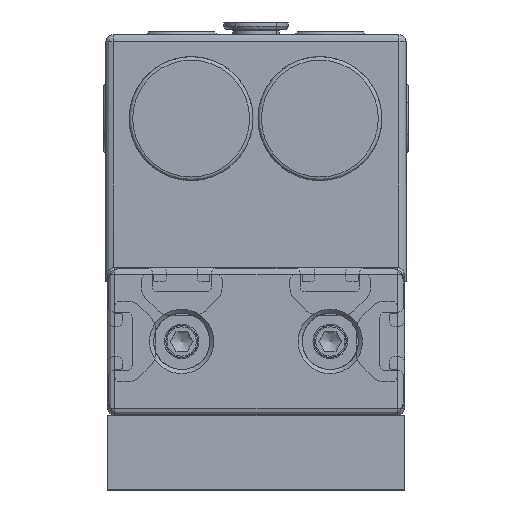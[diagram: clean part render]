
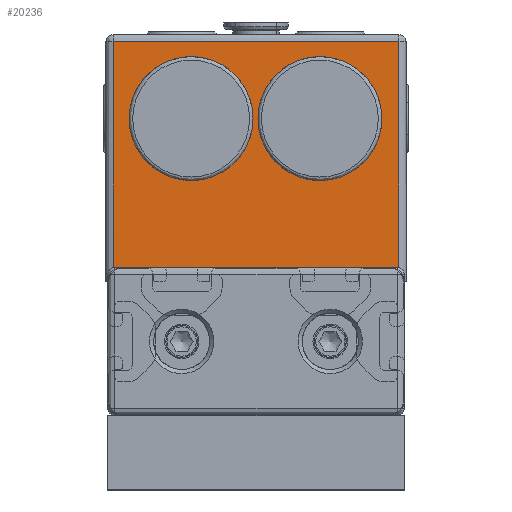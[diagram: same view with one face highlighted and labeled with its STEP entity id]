
A CAD part, front view. The second image highlights one B-rep face of the part: STEP entity #20236.
In plain terms, the highlighted planar face has unit normal (0, -1, 0).
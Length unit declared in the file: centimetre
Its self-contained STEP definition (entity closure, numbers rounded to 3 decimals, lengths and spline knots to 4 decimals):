
#244=FACE_BOUND('',#6178,.T.);
#245=FACE_BOUND('',#6179,.T.);
#674=LINE('',#30898,#2154);
#684=LINE('',#30921,#2164);
#686=LINE('',#30927,#2166);
#692=LINE('',#30939,#2172);
#694=LINE('',#30945,#2174);
#710=LINE('',#31020,#2190);
#711=LINE('',#31023,#2191);
#715=LINE('',#31034,#2195);
#1365=LINE('',#33077,#2845);
#1366=LINE('',#33079,#2846);
#2154=VECTOR('',#24729,1.);
#2164=VECTOR('',#24755,1.);
#2166=VECTOR('',#24759,1.);
#2172=VECTOR('',#24767,1.);
#2174=VECTOR('',#24771,1.);
#2190=VECTOR('',#24815,1.);
#2191=VECTOR('',#24820,1.);
#2195=VECTOR('',#24834,1.);
#2845=VECTOR('',#26894,1.);
#2846=VECTOR('',#26897,1.);
#4699=FACE_OUTER_BOUND('',#6177,.T.);
#6177=EDGE_LOOP('',(#15967,#15968,#15969,#15970,#15971,#15972,#15973,#15974,
#15975,#15976,#15977,#15978));
#6178=EDGE_LOOP('',(#15979));
#6179=EDGE_LOOP('',(#15980));
#6805=CIRCLE('',#21329,1.08);
#6834=CIRCLE('',#21395,0.3);
#6835=CIRCLE('',#21397,0.3);
#7340=CIRCLE('',#22563,1.08);
#7922=VERTEX_POINT('',#30820);
#7938=VERTEX_POINT('',#30871);
#7941=VERTEX_POINT('',#30882);
#7946=VERTEX_POINT('',#30914);
#7949=VERTEX_POINT('',#30919);
#7951=VERTEX_POINT('',#30924);
#7952=VERTEX_POINT('',#30926);
#7955=VERTEX_POINT('',#30933);
#7957=VERTEX_POINT('',#30937);
#7959=VERTEX_POINT('',#30942);
#7960=VERTEX_POINT('',#30944);
#7971=VERTEX_POINT('',#30996);
#7972=VERTEX_POINT('',#31007);
#8851=VERTEX_POINT('',#34195);
#9659=EDGE_CURVE('',#7922,#7922,#6805,.T.);
#9693=EDGE_CURVE('',#7941,#7938,#674,.T.);
#9704=EDGE_CURVE('',#7946,#7949,#684,.T.);
#9706=EDGE_CURVE('',#7952,#7951,#686,.T.);
#9712=EDGE_CURVE('',#7955,#7957,#692,.T.);
#9714=EDGE_CURVE('',#7960,#7959,#694,.T.);
#9736=EDGE_CURVE('',#7957,#7971,#6834,.T.);
#9737=EDGE_CURVE('',#7972,#7960,#6835,.T.);
#9740=EDGE_CURVE('',#7972,#7941,#710,.T.);
#9742=EDGE_CURVE('',#7938,#7971,#711,.T.);
#9747=EDGE_CURVE('',#7955,#7951,#715,.T.);
#10740=EDGE_CURVE('',#7946,#7959,#1365,.T.);
#10741=EDGE_CURVE('',#7952,#7949,#1366,.T.);
#11246=EDGE_CURVE('',#8851,#8851,#7340,.T.);
#15967=ORIENTED_EDGE('',*,*,#9736,.T.);
#15968=ORIENTED_EDGE('',*,*,#9742,.F.);
#15969=ORIENTED_EDGE('',*,*,#9693,.F.);
#15970=ORIENTED_EDGE('',*,*,#9740,.F.);
#15971=ORIENTED_EDGE('',*,*,#9737,.T.);
#15972=ORIENTED_EDGE('',*,*,#9714,.T.);
#15973=ORIENTED_EDGE('',*,*,#10740,.F.);
#15974=ORIENTED_EDGE('',*,*,#9704,.T.);
#15975=ORIENTED_EDGE('',*,*,#10741,.F.);
#15976=ORIENTED_EDGE('',*,*,#9706,.T.);
#15977=ORIENTED_EDGE('',*,*,#9747,.F.);
#15978=ORIENTED_EDGE('',*,*,#9712,.T.);
#15979=ORIENTED_EDGE('',*,*,#9659,.T.);
#15980=ORIENTED_EDGE('',*,*,#11246,.T.);
#17636=PLANE('',#22562);
#20236=ADVANCED_FACE('',(#4699,#244,#245),#17636,.T.);
#21329=AXIS2_PLACEMENT_3D('',#30821,#24629,#24630);
#21395=AXIS2_PLACEMENT_3D('',#31005,#24806,#24807);
#21397=AXIS2_PLACEMENT_3D('',#31008,#24810,#24811);
#22562=AXIS2_PLACEMENT_3D('',#34194,#28087,#28088);
#22563=AXIS2_PLACEMENT_3D('',#34196,#28089,#28090);
#24629=DIRECTION('center_axis',(0.,1.,0.));
#24630=DIRECTION('ref_axis',(-1.,0.,0.));
#24729=DIRECTION('',(1.,0.,0.));
#24755=DIRECTION('',(1.,0.,0.));
#24759=DIRECTION('',(1.,0.,0.));
#24767=DIRECTION('',(1.,0.,0.));
#24771=DIRECTION('',(1.,0.,0.));
#24806=DIRECTION('center_axis',(0.,1.,0.));
#24807=DIRECTION('ref_axis',(1.,0.,0.));
#24810=DIRECTION('center_axis',(0.,1.,0.));
#24811=DIRECTION('ref_axis',(0.,0.,
1.));
#24815=DIRECTION('',(0.,0.,1.));
#24820=DIRECTION('',(0.,0.,-1.));
#24834=DIRECTION('',(-1.,0.,0.));
#26894=DIRECTION('',(-1.,0.,0.));
#26897=DIRECTION('',(-1.,0.,0.));
#28087=DIRECTION('center_axis',(0.,-1.,0.));
#28088=DIRECTION('ref_axis',(0.,0.,
1.));
#28089=DIRECTION('center_axis',(0.,1.,0.));
#28090=DIRECTION('ref_axis',(-1.,0.,0.));
#30820=CARTESIAN_POINT('',(-1.3661,95.5047,3.5662));
#30821=CARTESIAN_POINT('Origin',(-2.4461,95.5047,3.5662));
#30871=CARTESIAN_POINT('',(1.7489,95.5047,5.1162));
#30882=CARTESIAN_POINT('',(-4.0211,95.5047,5.1162));
#30898=CARTESIAN_POINT('',(0.2889,95.5047,5.1162));
#30914=CARTESIAN_POINT('',(-3.0461,95.5047,0.5662));
#30919=CARTESIAN_POINT('',(-2.2261,95.5047,0.5662));
#30921=CARTESIAN_POINT('',(1.5689,95.5047,0.5662));
#30924=CARTESIAN_POINT('',(0.7739,95.5047,0.5662));
#30926=CARTESIAN_POINT('',(-0.0461,95.5047,0.5662));
#30927=CARTESIAN_POINT('',(1.5689,95.5047,0.5662));
#30933=CARTESIAN_POINT('',(1.5639,95.5047,0.5662));
#30937=CARTESIAN_POINT('',(1.5689,95.5047,0.5662));
#30939=CARTESIAN_POINT('',(1.5689,95.5047,0.5662));
#30942=CARTESIAN_POINT('',(-3.8361,95.5047,0.5662));
#30944=CARTESIAN_POINT('',(-3.8411,95.5047,0.5662));
#30945=CARTESIAN_POINT('',(1.5689,95.5047,0.5662));
#30996=CARTESIAN_POINT('',(1.7489,95.5047,0.5062));
#31005=CARTESIAN_POINT('Origin',(1.5689,95.5047,0.2662));
#31007=CARTESIAN_POINT('',(-4.0211,95.5047,0.5062));
#31008=CARTESIAN_POINT('Origin',(-3.8411,95.5047,0.2662));
#31020=CARTESIAN_POINT('',(-4.0211,95.5047,1.6686));
#31023=CARTESIAN_POINT('',(1.7489,95.5047,2.8446));
#31034=CARTESIAN_POINT('',(-1.1361,95.5047,0.5662));
#33077=CARTESIAN_POINT('',(-1.1361,95.5047,0.5662));
#33079=CARTESIAN_POINT('',(-1.1361,95.5047,0.5662));
#34194=CARTESIAN_POINT('Origin',(-1.1361,95.5047,1.2711));
#34195=CARTESIAN_POINT('',(1.2339,95.5047,3.5662));
#34196=CARTESIAN_POINT('Origin',(0.1539,95.5047,3.5662));
